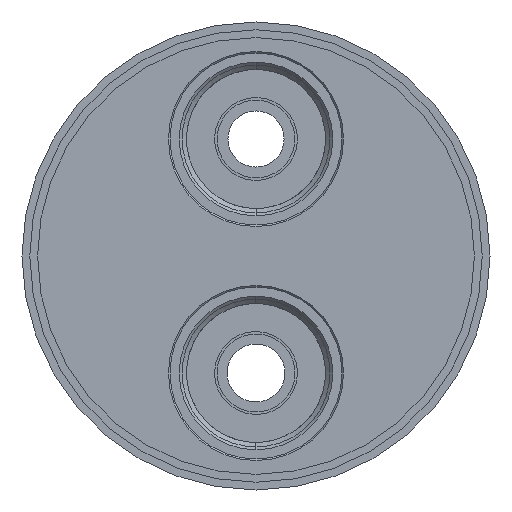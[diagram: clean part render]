
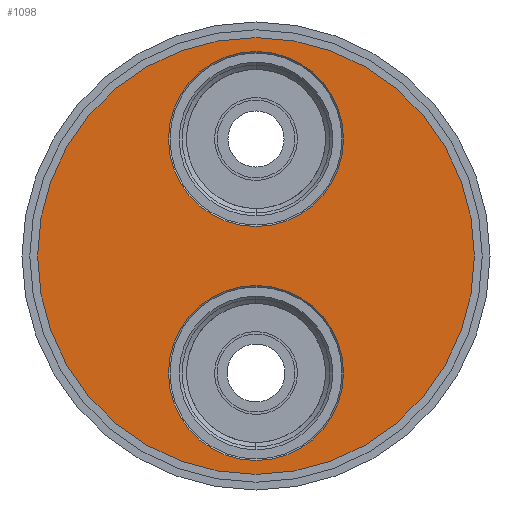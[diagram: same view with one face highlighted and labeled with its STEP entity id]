
A CAD part, front view. The second image highlights one B-rep face of the part: STEP entity #1098.
In plain terms, the highlighted planar face has unit normal (0, -1, 0).
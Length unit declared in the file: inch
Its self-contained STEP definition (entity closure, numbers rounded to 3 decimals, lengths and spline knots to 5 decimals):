
#178 = EDGE_CURVE ( 'NONE', #3434, #3197, #1417, .T. ) ;
#188 = EDGE_CURVE ( 'NONE', #3175, #3458, #1410, .T. ) ;
#190 = EDGE_CURVE ( 'NONE', #3197, #3434, #1397, .T. ) ;
#223 = EDGE_CURVE ( 'NONE', #3259, #3456, #1235, .T. ) ;
#353 = CARTESIAN_POINT ( 'NONE',  ( 0., -0.23, -0.07821 ) ) ;
#354 = DIRECTION ( 'NONE',  ( 0., -1., 0. ) ) ;
#355 = DIRECTION ( 'NONE',  ( 0., 0., -1. ) ) ;
#380 = CARTESIAN_POINT ( 'NONE',  ( 0., -0.23, -0.45321 ) ) ;
#381 = DIRECTION ( 'NONE',  ( 0., 1., 0. ) ) ;
#382 = DIRECTION ( 'NONE',  ( 1., 0., 0. ) ) ;
#388 = CARTESIAN_POINT ( 'NONE',  ( 0., -0.23, -0.07821 ) ) ;
#389 = DIRECTION ( 'NONE',  ( 0., -1., 0. ) ) ;
#390 = DIRECTION ( 'NONE',  ( 0., 0., -1. ) ) ;
#492 = CARTESIAN_POINT ( 'NONE',  ( -0.2805, -0.23, -0.45321 ) ) ;
#502 = CARTESIAN_POINT ( 'NONE',  ( 0., -0.23, -0.77821 ) ) ;
#525 = CARTESIAN_POINT ( 'NONE',  ( -0.2805, -0.23, 0.29679 ) ) ;
#571 = CARTESIAN_POINT ( 'NONE',  ( 0., -0.23, 0.62179 ) ) ;
#582 = CARTESIAN_POINT ( 'NONE',  ( 0.2805, -0.23, 0.29679 ) ) ;
#583 = CARTESIAN_POINT ( 'NONE',  ( 0.2805, -0.23, -0.45321 ) ) ;
#731 = AXIS2_PLACEMENT_3D ( 'NONE', #1958, #1959, #1960 ) ;
#739 = AXIS2_PLACEMENT_3D ( 'NONE', #2043, #2044, #2045 ) ;
#805 = DIRECTION ( 'NONE',  ( 0., -1., 0. ) ) ;
#808 = CARTESIAN_POINT ( 'NONE',  ( 0., -0.23, -0.07821 ) ) ;
#809 = PLANE ( 'NONE',  #2248 ) ;
#811 = DIRECTION ( 'NONE',  ( 1., 0., 0. ) ) ;
#1098 = ADVANCED_FACE ( 'NONE', ( #1361, #1249, #1291 ), #809, .T. ) ;
#1235 = CIRCLE ( 'NONE', #2207, 0.2805 ) ;
#1249 = FACE_BOUND ( 'NONE', #3073, .T. ) ;
#1291 = FACE_BOUND ( 'NONE', #3430, .T. ) ;
#1361 = FACE_OUTER_BOUND ( 'NONE', #3423, .T. ) ;
#1397 = CIRCLE ( 'NONE', #2674, 0.7 ) ;
#1410 = CIRCLE ( 'NONE', #2608, 0.2805 ) ;
#1417 = CIRCLE ( 'NONE', #2593, 0.7 ) ;
#1686 = ORIENTED_EDGE ( 'NONE', *, *, #2662, .T. ) ;
#1731 = ORIENTED_EDGE ( 'NONE', *, *, #2604, .T. ) ;
#1764 = ORIENTED_EDGE ( 'NONE', *, *, #178, .T. ) ;
#1793 = ORIENTED_EDGE ( 'NONE', *, *, #223, .T. ) ;
#1832 = ORIENTED_EDGE ( 'NONE', *, *, #188, .T. ) ;
#1903 = ORIENTED_EDGE ( 'NONE', *, *, #190, .T. ) ;
#1958 = CARTESIAN_POINT ( 'NONE',  ( 0., -0.23, 0.29679 ) ) ;
#1959 = DIRECTION ( 'NONE',  ( 0., 1., 0. ) ) ;
#1960 = DIRECTION ( 'NONE',  ( 1., 0., 0. ) ) ;
#2043 = CARTESIAN_POINT ( 'NONE',  ( 0., -0.23, -0.45321 ) ) ;
#2044 = DIRECTION ( 'NONE',  ( 0., 1., 0. ) ) ;
#2045 = DIRECTION ( 'NONE',  ( 1., 0., 0. ) ) ;
#2207 = AXIS2_PLACEMENT_3D ( 'NONE', #2814, #2815, #2816 ) ;
#2248 = AXIS2_PLACEMENT_3D ( 'NONE', #808, #805, #811 ) ;
#2343 = CIRCLE ( 'NONE', #731, 0.2805 ) ;
#2528 = CIRCLE ( 'NONE', #739, 0.2805 ) ;
#2593 = AXIS2_PLACEMENT_3D ( 'NONE', #353, #354, #355 ) ;
#2604 = EDGE_CURVE ( 'NONE', #3456, #3259, #2343, .T. ) ;
#2608 = AXIS2_PLACEMENT_3D ( 'NONE', #380, #381, #382 ) ;
#2662 = EDGE_CURVE ( 'NONE', #3458, #3175, #2528, .T. ) ;
#2674 = AXIS2_PLACEMENT_3D ( 'NONE', #388, #389, #390 ) ;
#2814 = CARTESIAN_POINT ( 'NONE',  ( 0., -0.23, 0.29679 ) ) ;
#2815 = DIRECTION ( 'NONE',  ( 0., 1., 0. ) ) ;
#2816 = DIRECTION ( 'NONE',  ( 1., 0., 0. ) ) ;
#3073 = EDGE_LOOP ( 'NONE', ( #1731, #1793 ) ) ;
#3175 = VERTEX_POINT ( 'NONE', #492 ) ;
#3197 = VERTEX_POINT ( 'NONE', #502 ) ;
#3259 = VERTEX_POINT ( 'NONE', #525 ) ;
#3423 = EDGE_LOOP ( 'NONE', ( #1764, #1903 ) ) ;
#3430 = EDGE_LOOP ( 'NONE', ( #1686, #1832 ) ) ;
#3434 = VERTEX_POINT ( 'NONE', #571 ) ;
#3456 = VERTEX_POINT ( 'NONE', #582 ) ;
#3458 = VERTEX_POINT ( 'NONE', #583 ) ;
